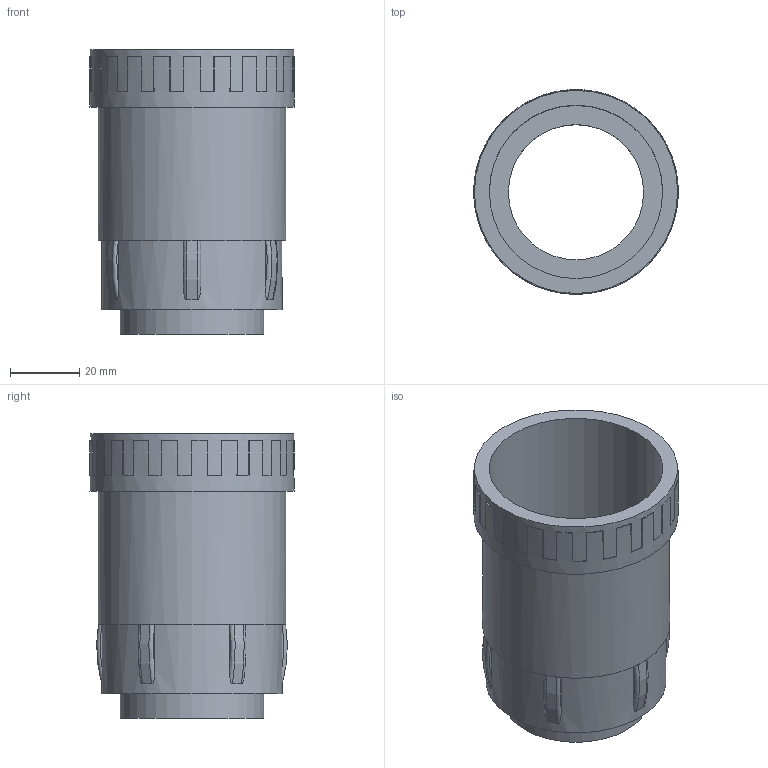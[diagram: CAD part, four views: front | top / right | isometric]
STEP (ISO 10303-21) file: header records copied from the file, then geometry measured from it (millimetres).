
FILE_DESCRIPTION (( 'STEP AP203' ), '1' );
FILE_NAME ('CTA10D-GS50-K41-010 Ìóôòà òðóáà 50 - òðóáà àðìèðîâàííàÿ 50. IP65 GS50 ÈÝÊ.STEP', '2016-07-04T13:53:33', ( '' ), ( '' ), 'SwSTEP 2.0', 'SolidWorks 2014', '' );
FILE_SCHEMA (( 'CONFIG_CONTROL_DESIGN' ));
Length unit declared in the file: millimetre
Products named in the file (1): CTA10D-GS50-K41-010 Ìóôòà òðóáà 50 - òðóáà àðìèðîâàííàÿ 50. IP65 GS50 ÈÝÊ
Bounding box: 59 x 59 x 82 mm (x, y, z)
Volume: 33520.2 mm3; surface area: 34230.8 mm2
Topology: 1 solids, 1 shells, 158 faces, 433 edges, 281 vertices
Faces by surface type: plane 132, cylinder 14, torus 12
Full cylindrical faces by diameter (mm): 39 x1, 41.5 x1, 50 x2, 52 x1, 54 x1, 58.6 x1, 59 x1
Entity records: 5193 total; most frequent: CARTESIAN_POINT 1119, DIRECTION 846, ORIENTED_EDGE 840, EDGE_CURVE 420, AXIS2_PLACEMENT_3D 315, VERTEX_POINT 276, LINE 216, VECTOR 216
